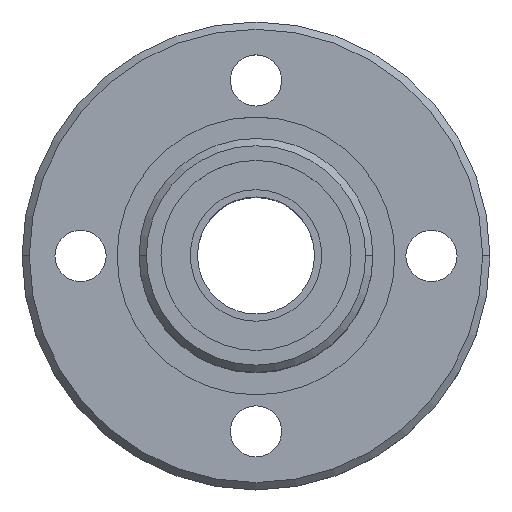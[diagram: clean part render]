
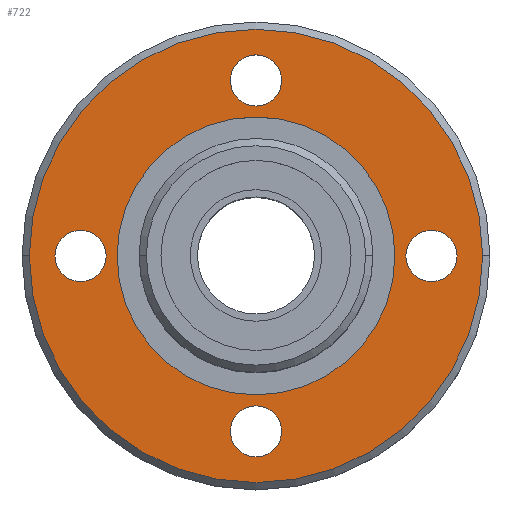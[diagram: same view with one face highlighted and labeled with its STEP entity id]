
A CAD part, top view. The second image highlights one B-rep face of the part: STEP entity #722.
In plain terms, the highlighted planar face has unit normal (0, 0, 1).
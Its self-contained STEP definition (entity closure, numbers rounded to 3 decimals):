
#1 = ORIENTED_EDGE ( 'NONE', *, *, #337, .T. ) ;
#13 = VERTEX_POINT ( 'NONE', #787 ) ;
#53 = ORIENTED_EDGE ( 'NONE', *, *, #1699, .T. ) ;
#62 = DIRECTION ( 'NONE',  ( 1., 0., 0. ) ) ;
#91 = EDGE_CURVE ( 'NONE', #636, #843, #1020, .T. ) ;
#97 = DIRECTION ( 'NONE',  ( 0., 0., -1. ) ) ;
#105 = ORIENTED_EDGE ( 'NONE', *, *, #1626, .T. ) ;
#109 = AXIS2_PLACEMENT_3D ( 'NONE', #291, #698, #1202 ) ;
#111 = DIRECTION ( 'NONE',  ( 0., 0., 1. ) ) ;
#122 = EDGE_LOOP ( 'NONE', ( #1070, #53 ) ) ;
#137 = AXIS2_PLACEMENT_3D ( 'NONE', #267, #111, #1580 ) ;
#157 = DIRECTION ( 'NONE',  ( 1., 0., 0. ) ) ;
#194 = AXIS2_PLACEMENT_3D ( 'NONE', #1460, #632, #1192 ) ;
#198 = VERTEX_POINT ( 'NONE', #1519 ) ;
#211 = FACE_BOUND ( 'NONE', #1076, .T. ) ;
#221 = DIRECTION ( 'NONE',  ( 1., 0., 0. ) ) ;
#223 = DIRECTION ( 'NONE',  ( 1., 0., 0. ) ) ;
#241 = EDGE_CURVE ( 'NONE', #198, #1213, #1656, .T. ) ;
#248 = DIRECTION ( 'NONE',  ( 1., 0., 0. ) ) ;
#259 = AXIS2_PLACEMENT_3D ( 'NONE', #695, #1228, #1628 ) ;
#267 = CARTESIAN_POINT ( 'NONE',  ( 0., 0., 5. ) ) ;
#273 = EDGE_LOOP ( 'NONE', ( #1, #840 ) ) ;
#290 = ORIENTED_EDGE ( 'NONE', *, *, #1531, .T. ) ;
#291 = CARTESIAN_POINT ( 'NONE',  ( -12., 0., 5. ) ) ;
#337 = EDGE_CURVE ( 'NONE', #1206, #584, #956, .T. ) ;
#352 = FACE_BOUND ( 'NONE', #1028, .T. ) ;
#372 = AXIS2_PLACEMENT_3D ( 'NONE', #875, #97, #1411 ) ;
#428 = CARTESIAN_POINT ( 'NONE',  ( 10.25, 0., 5. ) ) ;
#440 = AXIS2_PLACEMENT_3D ( 'NONE', #450, #995, #696 ) ;
#442 = DIRECTION ( 'NONE',  ( 0., 0., -1. ) ) ;
#450 = CARTESIAN_POINT ( 'NONE',  ( 0., -12., 5. ) ) ;
#479 = DIRECTION ( 'NONE',  ( 0., 0., 1. ) ) ;
#483 = CARTESIAN_POINT ( 'NONE',  ( -12., 0., 5. ) ) ;
#493 = CIRCLE ( 'NONE', #109, 1.75 ) ;
#524 = DIRECTION ( 'NONE',  ( 0., 0., 1. ) ) ;
#584 = VERTEX_POINT ( 'NONE', #1250 ) ;
#627 = VERTEX_POINT ( 'NONE', #1633 ) ;
#632 = DIRECTION ( 'NONE',  ( 0., 0., -1. ) ) ;
#636 = VERTEX_POINT ( 'NONE', #1482 ) ;
#649 = AXIS2_PLACEMENT_3D ( 'NONE', #1709, #524, #1327 ) ;
#695 = CARTESIAN_POINT ( 'NONE',  ( 0., 0., 5. ) ) ;
#696 = DIRECTION ( 'NONE',  ( 1., 0., 0. ) ) ;
#698 = DIRECTION ( 'NONE',  ( 0., 0., -1. ) ) ;
#700 = ORIENTED_EDGE ( 'NONE', *, *, #1559, .T. ) ;
#722 = ADVANCED_FACE ( 'NONE', ( #1540, #352, #211, #1689, #1171, #1555 ), #1430, .T. ) ;
#751 = CARTESIAN_POINT ( 'NONE',  ( 13.75, 0., 5. ) ) ;
#787 = CARTESIAN_POINT ( 'NONE',  ( 9.5, 0., 5. ) ) ;
#833 = CIRCLE ( 'NONE', #1356, 9.5 ) ;
#840 = ORIENTED_EDGE ( 'NONE', *, *, #885, .T. ) ;
#843 = VERTEX_POINT ( 'NONE', #1331 ) ;
#864 = CIRCLE ( 'NONE', #1089, 1.75 ) ;
#865 = CARTESIAN_POINT ( 'NONE',  ( -1.75, -12., 5. ) ) ;
#875 = CARTESIAN_POINT ( 'NONE',  ( 0., 12., 5. ) ) ;
#883 = CARTESIAN_POINT ( 'NONE',  ( 0., 0., 5. ) ) ;
#885 = EDGE_CURVE ( 'NONE', #584, #1206, #493, .T. ) ;
#890 = AXIS2_PLACEMENT_3D ( 'NONE', #883, #479, #223 ) ;
#893 = CARTESIAN_POINT ( 'NONE',  ( 1.75, -12., 5. ) ) ;
#917 = AXIS2_PLACEMENT_3D ( 'NONE', #1013, #1587, #958 ) ;
#943 = CIRCLE ( 'NONE', #440, 1.75 ) ;
#956 = CIRCLE ( 'NONE', #1207, 1.75 ) ;
#958 = DIRECTION ( 'NONE',  ( 1., 0., 0. ) ) ;
#973 = ORIENTED_EDGE ( 'NONE', *, *, #241, .T. ) ;
#995 = DIRECTION ( 'NONE',  ( 0., 0., -1. ) ) ;
#1013 = CARTESIAN_POINT ( 'NONE',  ( 12., 0., 5. ) ) ;
#1020 = CIRCLE ( 'NONE', #649, 15.5 ) ;
#1028 = EDGE_LOOP ( 'NONE', ( #1358, #1516 ) ) ;
#1037 = CARTESIAN_POINT ( 'NONE',  ( -13.75, 0., 5. ) ) ;
#1043 = CARTESIAN_POINT ( 'NONE',  ( 0., -12., 5. ) ) ;
#1066 = DIRECTION ( 'NONE',  ( 0., 0., 1. ) ) ;
#1070 = ORIENTED_EDGE ( 'NONE', *, *, #91, .T. ) ;
#1074 = CARTESIAN_POINT ( 'NONE',  ( 0., 0., 5. ) ) ;
#1076 = EDGE_LOOP ( 'NONE', ( #973, #105 ) ) ;
#1089 = AXIS2_PLACEMENT_3D ( 'NONE', #1357, #442, #62 ) ;
#1142 = CIRCLE ( 'NONE', #194, 1.75 ) ;
#1171 = FACE_BOUND ( 'NONE', #1400, .T. ) ;
#1185 = ORIENTED_EDGE ( 'NONE', *, *, #1286, .T. ) ;
#1192 = DIRECTION ( 'NONE',  ( 1., 0., 0. ) ) ;
#1202 = DIRECTION ( 'NONE',  ( 1., 0., 0. ) ) ;
#1206 = VERTEX_POINT ( 'NONE', #1037 ) ;
#1207 = AXIS2_PLACEMENT_3D ( 'NONE', #483, #1427, #221 ) ;
#1213 = VERTEX_POINT ( 'NONE', #1550 ) ;
#1217 = CIRCLE ( 'NONE', #917, 1.75 ) ;
#1228 = DIRECTION ( 'NONE',  ( 0., 0., 1. ) ) ;
#1250 = CARTESIAN_POINT ( 'NONE',  ( -10.25, 0., 5. ) ) ;
#1280 = EDGE_CURVE ( 'NONE', #1423, #1575, #864, .T. ) ;
#1286 = EDGE_CURVE ( 'NONE', #1610, #1295, #943, .T. ) ;
#1295 = VERTEX_POINT ( 'NONE', #865 ) ;
#1327 = DIRECTION ( 'NONE',  ( 1., 0., 0. ) ) ;
#1331 = CARTESIAN_POINT ( 'NONE',  ( 15.5, 0., 5. ) ) ;
#1356 = AXIS2_PLACEMENT_3D ( 'NONE', #1074, #1066, #248 ) ;
#1357 = CARTESIAN_POINT ( 'NONE',  ( 12., 0., 5. ) ) ;
#1358 = ORIENTED_EDGE ( 'NONE', *, *, #1635, .F. ) ;
#1368 = EDGE_LOOP ( 'NONE', ( #1515, #700 ) ) ;
#1382 = CIRCLE ( 'NONE', #1467, 1.75 ) ;
#1400 = EDGE_LOOP ( 'NONE', ( #290, #1185 ) ) ;
#1411 = DIRECTION ( 'NONE',  ( 1., 0., 0. ) ) ;
#1423 = VERTEX_POINT ( 'NONE', #428 ) ;
#1427 = DIRECTION ( 'NONE',  ( 0., 0., -1. ) ) ;
#1430 = PLANE ( 'NONE',  #137 ) ;
#1460 = CARTESIAN_POINT ( 'NONE',  ( 0., 12., 5. ) ) ;
#1467 = AXIS2_PLACEMENT_3D ( 'NONE', #1043, #1569, #157 ) ;
#1482 = CARTESIAN_POINT ( 'NONE',  ( -15.5, 0., 5. ) ) ;
#1504 = CIRCLE ( 'NONE', #259, 15.5 ) ;
#1515 = ORIENTED_EDGE ( 'NONE', *, *, #1280, .T. ) ;
#1516 = ORIENTED_EDGE ( 'NONE', *, *, #1518, .F. ) ;
#1518 = EDGE_CURVE ( 'NONE', #627, #13, #1665, .T. ) ;
#1519 = CARTESIAN_POINT ( 'NONE',  ( -1.75, 12., 5. ) ) ;
#1531 = EDGE_CURVE ( 'NONE', #1295, #1610, #1382, .T. ) ;
#1540 = FACE_OUTER_BOUND ( 'NONE', #122, .T. ) ;
#1550 = CARTESIAN_POINT ( 'NONE',  ( 1.75, 12., 5. ) ) ;
#1555 = FACE_BOUND ( 'NONE', #1368, .T. ) ;
#1559 = EDGE_CURVE ( 'NONE', #1575, #1423, #1217, .T. ) ;
#1569 = DIRECTION ( 'NONE',  ( 0., 0., -1. ) ) ;
#1575 = VERTEX_POINT ( 'NONE', #751 ) ;
#1580 = DIRECTION ( 'NONE',  ( 1., 0., 0. ) ) ;
#1587 = DIRECTION ( 'NONE',  ( 0., 0., -1. ) ) ;
#1610 = VERTEX_POINT ( 'NONE', #893 ) ;
#1626 = EDGE_CURVE ( 'NONE', #1213, #198, #1142, .T. ) ;
#1628 = DIRECTION ( 'NONE',  ( 1., 0., 0. ) ) ;
#1633 = CARTESIAN_POINT ( 'NONE',  ( -9.5, 0., 5. ) ) ;
#1635 = EDGE_CURVE ( 'NONE', #13, #627, #833, .T. ) ;
#1656 = CIRCLE ( 'NONE', #372, 1.75 ) ;
#1665 = CIRCLE ( 'NONE', #890, 9.5 ) ;
#1689 = FACE_BOUND ( 'NONE', #273, .T. ) ;
#1699 = EDGE_CURVE ( 'NONE', #843, #636, #1504, .T. ) ;
#1709 = CARTESIAN_POINT ( 'NONE',  ( 0., 0., 5. ) ) ;
